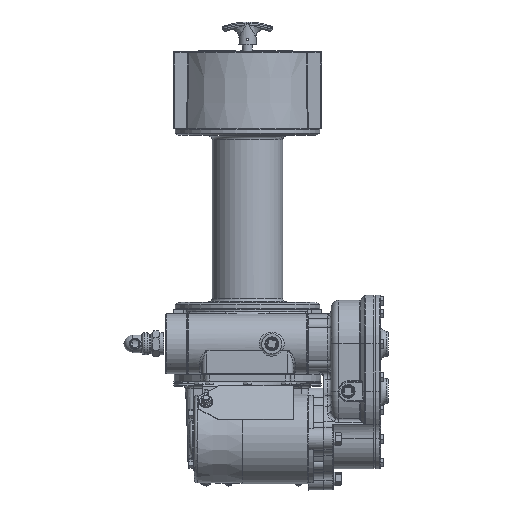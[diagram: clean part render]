
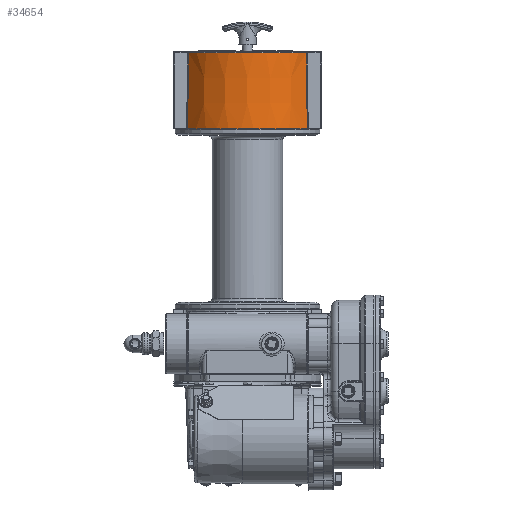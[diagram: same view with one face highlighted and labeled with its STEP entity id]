
A CAD part, front view. The second image highlights one B-rep face of the part: STEP entity #34654.
In plain terms, the highlighted conical face has half-angle 1 degrees and reference radius 93.599 mm.
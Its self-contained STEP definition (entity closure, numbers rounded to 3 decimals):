
#566=CONICAL_SURFACE('',#36532,93.599,0.017);
#1941=FACE_OUTER_BOUND('',#3535,.T.);
#3535=EDGE_LOOP('',(#24076,#24077,#24078,#24079));
#10804=B_SPLINE_CURVE_WITH_KNOTS('',3,(#54800,#54801,#54802,#54803),
 .UNSPECIFIED.,.F.,.F.,(4,4),(0.,0.097),.UNSPECIFIED.);
#10807=B_SPLINE_CURVE_WITH_KNOTS('',3,(#54824,#54825,#54826,#54827),
 .UNSPECIFIED.,.F.,.F.,(4,4),(0.,0.097),.UNSPECIFIED.);
#11388=CIRCLE('',#36533,91.909);
#11389=CIRCLE('',#36534,93.599);
#13853=VERTEX_POINT('',#54796);
#13855=VERTEX_POINT('',#54799);
#13857=VERTEX_POINT('',#54820);
#13858=VERTEX_POINT('',#54822);
#18135=EDGE_CURVE('',#13855,#13853,#10804,.T.);
#18138=EDGE_CURVE('',#13857,#13855,#11388,.T.);
#18139=EDGE_CURVE('',#13858,#13853,#11389,.T.);
#18140=EDGE_CURVE('',#13858,#13857,#10807,.T.);
#24076=ORIENTED_EDGE('',*,*,#18138,.T.);
#24077=ORIENTED_EDGE('',*,*,#18135,.T.);
#24078=ORIENTED_EDGE('',*,*,#18139,.F.);
#24079=ORIENTED_EDGE('',*,*,#18140,.T.);
#34654=ADVANCED_FACE('',(#1941),#566,.T.);
#36532=AXIS2_PLACEMENT_3D('',#54819,#40606,#40607);
#36533=AXIS2_PLACEMENT_3D('',#54821,#40608,#40609);
#36534=AXIS2_PLACEMENT_3D('',#54823,#40610,#40611);
#40606=DIRECTION('center_axis',(0.,0.,
-1.));
#40607=DIRECTION('ref_axis',(-1.,0.,0.));
#40608=DIRECTION('center_axis',(0.,0.,
-1.));
#40609=DIRECTION('ref_axis',(-1.,0.,0.));
#40610=DIRECTION('center_axis',(0.,0.,
-1.));
#40611=DIRECTION('ref_axis',(-1.,0.,0.));
#54796=CARTESIAN_POINT('',(-166.129,-129.395,99.404));
#54799=CARTESIAN_POINT('',(-165.248,-127.717,196.204));
#54800=CARTESIAN_POINT('Ctrl Pts',(-165.248,-127.717,196.204));
#54801=CARTESIAN_POINT('Ctrl Pts',(-165.543,-128.276,
163.937));
#54802=CARTESIAN_POINT('Ctrl Pts',(-165.837,-128.835,
131.671));
#54803=CARTESIAN_POINT('Ctrl Pts',(-166.129,-129.395,99.404));
#54819=CARTESIAN_POINT('Origin',(-90.023,-74.91,99.404));
#54820=CARTESIAN_POINT('',(-14.798,-127.717,196.204));
#54821=CARTESIAN_POINT('Origin',(-90.023,-74.91,196.204));
#54822=CARTESIAN_POINT('',(-13.916,-129.395,99.404));
#54823=CARTESIAN_POINT('Origin',(-90.023,-74.91,99.404));
#54824=CARTESIAN_POINT('Ctrl Pts',(-13.916,-129.395,99.404));
#54825=CARTESIAN_POINT('Ctrl Pts',(-14.208,-128.835,
131.671));
#54826=CARTESIAN_POINT('Ctrl Pts',(-14.502,-128.276,
163.937));
#54827=CARTESIAN_POINT('Ctrl Pts',(-14.798,-127.717,
196.204));
